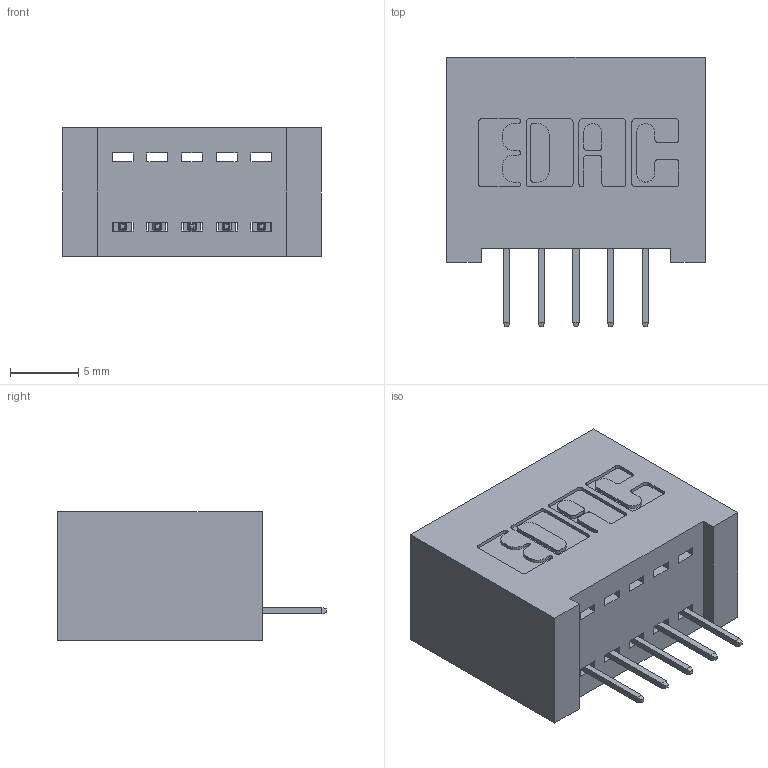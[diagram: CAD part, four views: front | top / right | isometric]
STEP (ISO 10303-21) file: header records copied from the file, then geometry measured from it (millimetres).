
FILE_DESCRIPTION (( 'STEP AP203' ), '1' );
FILE_NAME ('342-005-524-101.STEP', '2019-10-01T12:11:54', ( '' ), ( '' ), 'SwSTEP 2.0', 'SolidWorks 2016', '' );
FILE_SCHEMA (( 'CONFIG_CONTROL_DESIGN' ));
Length unit declared in the file: inch
Products named in the file (3): 342 Part_Lugless; 345-292-001_345-293-124; 342-005-524-101
Assembly tree (6 placements, depth 2):
  342-005-524-101
    342 Part_Lugless
    345-292-001_345-293-124  x5
Bounding box: 18.95 x 19.69 x 9.4 mm (x, y, z)
Volume: 1914.3 mm3; surface area: 2382.2 mm2
Topology: 6 solids, 6 shells, 412 faces, 1175 edges, 762 vertices
Faces by surface type: plane 302, cylinder 110
Entity records: 7507 total; most frequent: CARTESIAN_POINT 1305, ORIENTED_EDGE 1246, DIRECTION 1169, EDGE_CURVE 623, VECTOR 507, LINE 507, VERTEX_POINT 410, AXIS2_PLACEMENT_3D 331
